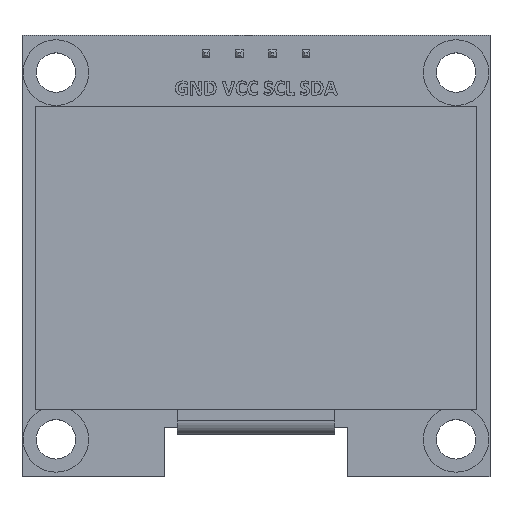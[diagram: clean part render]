
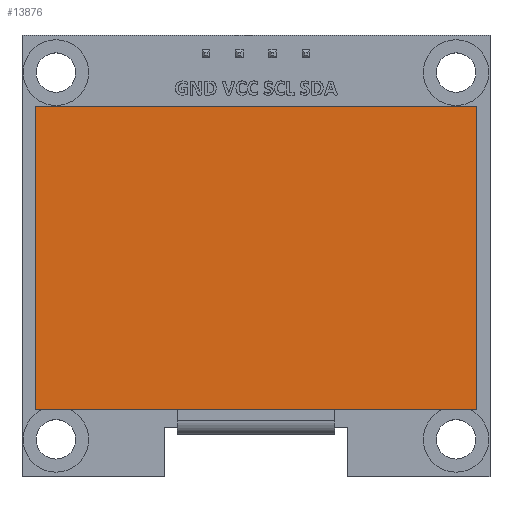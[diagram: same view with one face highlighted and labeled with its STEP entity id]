
A CAD part, top view. The second image highlights one B-rep face of the part: STEP entity #13876.
In plain terms, the highlighted planar face has unit normal (0, 0, 1).
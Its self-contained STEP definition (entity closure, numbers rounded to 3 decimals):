
#59 = CARTESIAN_POINT ( 'NONE',  ( -16.825, 11.4, 5. ) ) ;
#67 = DIRECTION ( 'NONE',  ( 0., -1., 0. ) ) ;
#884 = EDGE_CURVE ( 'NONE', #11032, #13932, #8889, .T. ) ;
#1020 = DIRECTION ( 'NONE',  ( 0., 0., 1. ) ) ;
#1520 = CARTESIAN_POINT ( 'NONE',  ( 16.825, 11.4, 5. ) ) ;
#1521 = VERTEX_POINT ( 'NONE', #15717 ) ;
#2283 = FACE_OUTER_BOUND ( 'NONE', #6441, .T. ) ;
#2896 = LINE ( 'NONE', #18861, #12099 ) ;
#3618 = ORIENTED_EDGE ( 'NONE', *, *, #6503, .T. ) ;
#5667 = CARTESIAN_POINT ( 'NONE',  ( 0., 0., 5. ) ) ;
#5770 = LINE ( 'NONE', #1520, #17301 ) ;
#6269 = ORIENTED_EDGE ( 'NONE', *, *, #884, .F. ) ;
#6441 = EDGE_LOOP ( 'NONE', ( #6269, #3618, #14788, #12156 ) ) ;
#6503 = EDGE_CURVE ( 'NONE', #11032, #1521, #2896, .T. ) ;
#7248 = CARTESIAN_POINT ( 'NONE',  ( 16.825, -11.7, 5. ) ) ;
#7370 = DIRECTION ( 'NONE',  ( 0., -1., 0. ) ) ;
#7627 = EDGE_CURVE ( 'NONE', #13932, #9605, #5770, .T. ) ;
#7976 = CARTESIAN_POINT ( 'NONE',  ( 0., -11.7, 5. ) ) ;
#8889 = LINE ( 'NONE', #14795, #16857 ) ;
#9605 = VERTEX_POINT ( 'NONE', #7248 ) ;
#10144 = CARTESIAN_POINT ( 'NONE',  ( 16.825, 11.4, 5. ) ) ;
#10921 = EDGE_CURVE ( 'NONE', #1521, #9605, #12579, .T. ) ;
#10930 = PLANE ( 'NONE',  #17617 ) ;
#11032 = VERTEX_POINT ( 'NONE', #59 ) ;
#12099 = VECTOR ( 'NONE', #67, 1000. ) ;
#12156 = ORIENTED_EDGE ( 'NONE', *, *, #7627, .F. ) ;
#12579 = LINE ( 'NONE', #7976, #16012 ) ;
#13876 = ADVANCED_FACE ( 'NONE', ( #2283 ), #10930, .T. ) ;
#13932 = VERTEX_POINT ( 'NONE', #10144 ) ;
#14702 = DIRECTION ( 'NONE',  ( 1., 0., 0. ) ) ;
#14788 = ORIENTED_EDGE ( 'NONE', *, *, #10921, .T. ) ;
#14795 = CARTESIAN_POINT ( 'NONE',  ( 0., 11.4, 5. ) ) ;
#15599 = DIRECTION ( 'NONE',  ( 1., 0., 0. ) ) ;
#15717 = CARTESIAN_POINT ( 'NONE',  ( -16.825, -11.7, 5. ) ) ;
#16012 = VECTOR ( 'NONE', #15599, 1000. ) ;
#16857 = VECTOR ( 'NONE', #14702, 1000. ) ;
#17301 = VECTOR ( 'NONE', #7370, 1000. ) ;
#17617 = AXIS2_PLACEMENT_3D ( 'NONE', #5667, #1020, #18633 ) ;
#18633 = DIRECTION ( 'NONE',  ( 1., 0., 0. ) ) ;
#18861 = CARTESIAN_POINT ( 'NONE',  ( -16.825, 11.4, 5. ) ) ;
